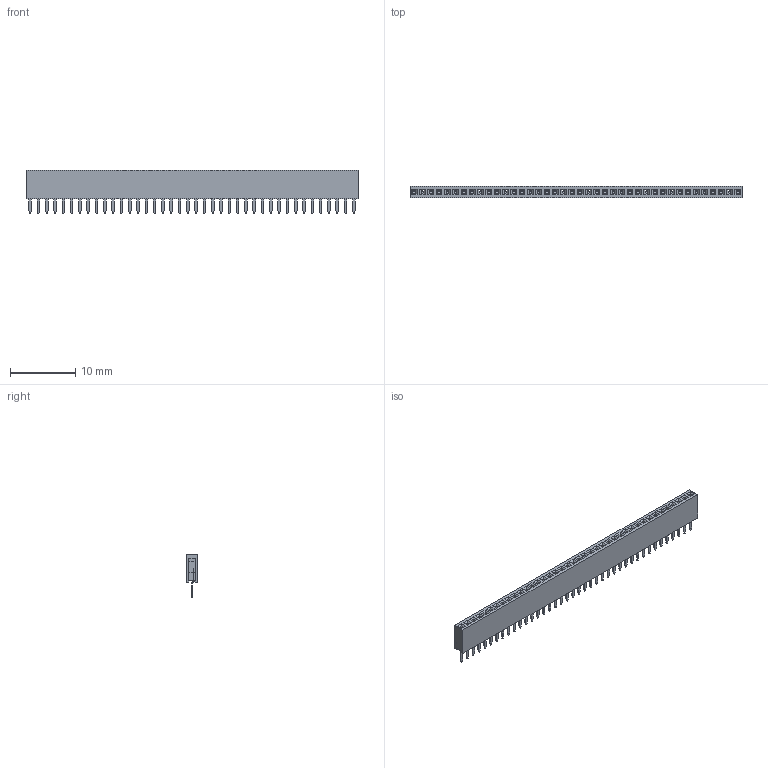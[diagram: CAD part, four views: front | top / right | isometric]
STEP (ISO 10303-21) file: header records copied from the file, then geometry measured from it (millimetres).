
FILE_DESCRIPTION(('STEP AP214'), '1');
FILE_NAME('PBS1.27', '', ('UNSPECIFIED'), ('UNSPECIFIED'), 'ASCON STEP Converter 1.6', 'ASCON Math Kernel', '');
FILE_SCHEMA(('AUTOMOTIVE_DESIGN { 1 0 10303 214 3 1 1}'));
Length unit declared in the file: millimetre
Bounding box: 50.8 x 1.8 x 6.7 mm (x, y, z)
Volume: 288.2 mm3; surface area: 2009.4 mm2
Topology: 41 solids, 41 shells, 2490 faces, 6584 edges, 4176 vertices
Faces by surface type: plane 2130, cylinder 360
Entity records: 95608 total; most frequent: CARTESIAN_POINT 13251, ORIENTED_EDGE 13168, DIRECTION 12286, EDGE_CURVE 6584, LINE 5864, VECTOR 5864, VERTEX_POINT 4176, AXIS2_PLACEMENT_3D 3211
